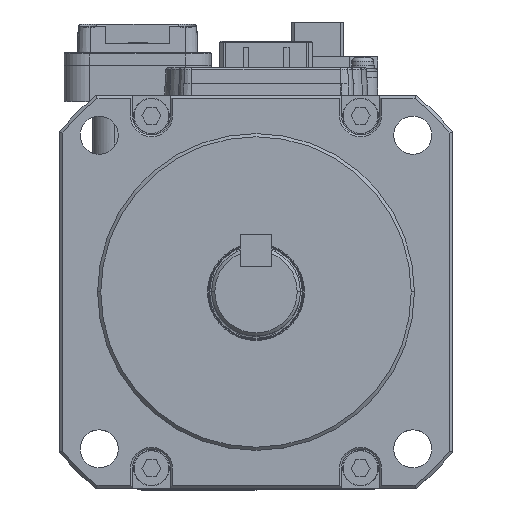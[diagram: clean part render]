
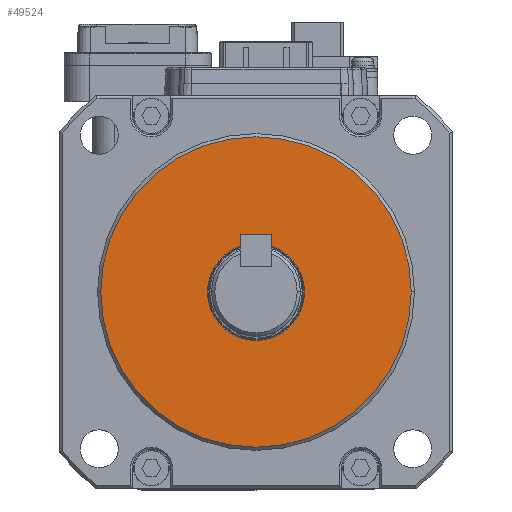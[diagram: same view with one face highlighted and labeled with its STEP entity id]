
A CAD part, top view. The second image highlights one B-rep face of the part: STEP entity #49524.
In plain terms, the highlighted planar face has unit normal (0, 0, 1).
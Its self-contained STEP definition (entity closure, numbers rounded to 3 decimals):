
#14232 = EDGE_CURVE ( 'NONE', #40593, #40584, #90813, .T. ) ;
#14288 = EDGE_CURVE ( 'NONE', #40608, #40750, #90892, .T. ) ;
#14463 = EDGE_CURVE ( 'NONE', #40750, #40608, #91020, .T. ) ;
#14524 = EDGE_CURVE ( 'NONE', #40584, #40593, #90977, .T. ) ;
#31723 = CARTESIAN_POINT ( 'NONE',  ( 0., 0., 45. ) ) ;
#31724 = PLANE ( 'NONE',  #59911 ) ;
#31730 = FACE_BOUND ( 'NONE', #72805, .T. ) ;
#31740 = FACE_OUTER_BOUND ( 'NONE', #72811, .T. ) ;
#31750 = DIRECTION ( 'NONE',  ( 0., 0., 1. ) ) ;
#31752 = DIRECTION ( 'NONE',  ( 1., 0., 0. ) ) ;
#40584 = VERTEX_POINT ( 'NONE', #100136 ) ;
#40593 = VERTEX_POINT ( 'NONE', #100141 ) ;
#40608 = VERTEX_POINT ( 'NONE', #100239 ) ;
#40750 = VERTEX_POINT ( 'NONE', #100411 ) ;
#48072 = CARTESIAN_POINT ( 'NONE',  ( 0., 0., 45. ) ) ;
#48077 = DIRECTION ( 'NONE',  ( 1., 0., 0. ) ) ;
#48107 = DIRECTION ( 'NONE',  ( 0., 0., 1. ) ) ;
#48162 = DIRECTION ( 'NONE',  ( 1., 0., 0. ) ) ;
#48183 = DIRECTION ( 'NONE',  ( 0., 0., 1. ) ) ;
#48188 = CARTESIAN_POINT ( 'NONE',  ( 0., 0., 45. ) ) ;
#48415 = CARTESIAN_POINT ( 'NONE',  ( 0., 0., 45. ) ) ;
#48428 = DIRECTION ( 'NONE',  ( 1., 0., 0. ) ) ;
#48455 = DIRECTION ( 'NONE',  ( 0., 0., 1. ) ) ;
#48515 = DIRECTION ( 'NONE',  ( 0., 0., 1. ) ) ;
#48531 = DIRECTION ( 'NONE',  ( 1., 0., 0. ) ) ;
#48533 = CARTESIAN_POINT ( 'NONE',  ( 0., 0., 45. ) ) ;
#49524 = ADVANCED_FACE ( 'NONE', ( #31740, #31730 ), #31724, .T. ) ;
#59911 = AXIS2_PLACEMENT_3D ( 'NONE', #31723, #31750, #31752 ) ;
#71942 = ORIENTED_EDGE ( 'NONE', *, *, #14232, .T. ) ;
#72012 = ORIENTED_EDGE ( 'NONE', *, *, #14524, .T. ) ;
#72078 = ORIENTED_EDGE ( 'NONE', *, *, #14288, .F. ) ;
#72103 = ORIENTED_EDGE ( 'NONE', *, *, #14463, .F. ) ;
#72805 = EDGE_LOOP ( 'NONE', ( #72078, #72103 ) ) ;
#72811 = EDGE_LOOP ( 'NONE', ( #72012, #71942 ) ) ;
#90813 = CIRCLE ( 'NONE', #90820, 24.5 ) ;
#90820 = AXIS2_PLACEMENT_3D ( 'NONE', #48072, #48107, #48077 ) ;
#90841 = AXIS2_PLACEMENT_3D ( 'NONE', #48188, #48183, #48162 ) ;
#90892 = CIRCLE ( 'NONE', #90841, 7.65 ) ;
#90977 = CIRCLE ( 'NONE', #90989, 24.5 ) ;
#90989 = AXIS2_PLACEMENT_3D ( 'NONE', #48533, #48515, #48531 ) ;
#91019 = AXIS2_PLACEMENT_3D ( 'NONE', #48415, #48455, #48428 ) ;
#91020 = CIRCLE ( 'NONE', #91019, 7.65 ) ;
#100136 = CARTESIAN_POINT ( 'NONE',  ( -24.5, 0., 45. ) ) ;
#100141 = CARTESIAN_POINT ( 'NONE',  ( 24.5, 0., 45. ) ) ;
#100239 = CARTESIAN_POINT ( 'NONE',  ( -7.65, 0., 45. ) ) ;
#100411 = CARTESIAN_POINT ( 'NONE',  ( 7.65, 0., 45. ) ) ;
